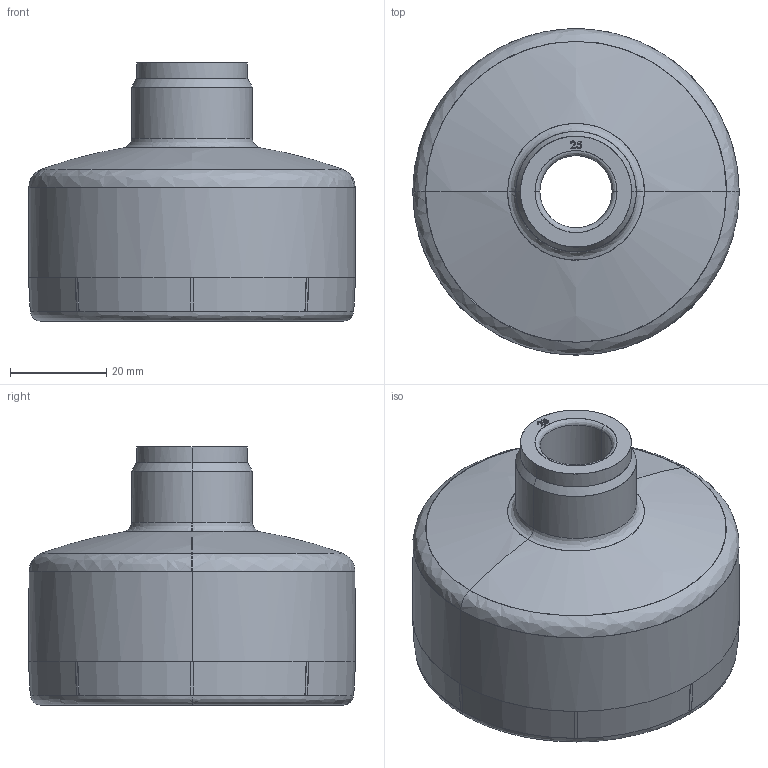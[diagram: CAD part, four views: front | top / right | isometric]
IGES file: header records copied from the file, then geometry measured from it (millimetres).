
Start section: SolidWorks IGES file using NURBS representation for surfaces
Global section: file name: 02052081021.IGS; native system: SolidWorks 2019; preprocessor: SolidWorks 2019; author: Fabio; date: 190708.153346; units: millimetre
Bounding box: 67.8 x 67.8 x 53.9 mm (x, y, z)
Surface area: 19617.5 mm2 (no closed solid volume)
Topology: 0 solids, 0 shells, 321 faces, 3575 edges, 3575 vertices
Faces by surface type: bspline 321
